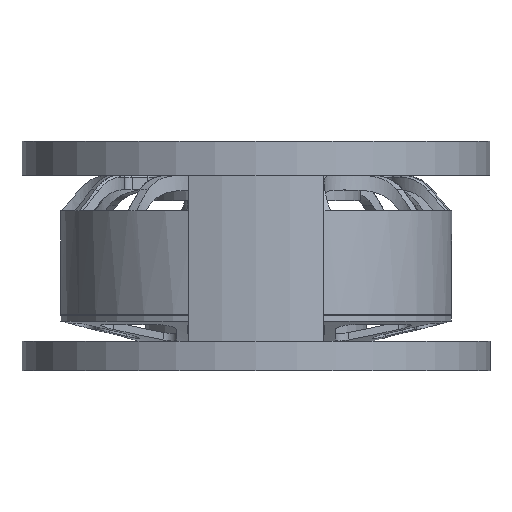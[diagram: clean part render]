
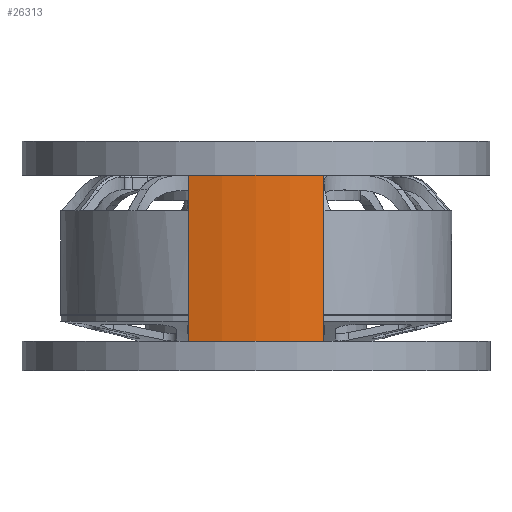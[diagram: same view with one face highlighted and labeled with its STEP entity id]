
A CAD part, left-side view. The second image highlights one B-rep face of the part: STEP entity #26313.
In plain terms, the highlighted cylindrical face has radius 54.95 mm (diameter 109.9 mm), a partial arc.
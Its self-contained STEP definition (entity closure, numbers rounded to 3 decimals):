
#1554=FACE_OUTER_BOUND('',#3134,.T.);
#3134=EDGE_LOOP('',(#17682,#17683,#17684,#17685));
#5682=LINE('',#38596,#7690);
#5687=LINE('',#38617,#7695);
#7690=VECTOR('',#30811,10.);
#7695=VECTOR('',#30836,10.);
#9697=CIRCLE('',#28033,54.95);
#9698=CIRCLE('',#28035,54.95);
#11008=VERTEX_POINT('',#38585);
#11013=VERTEX_POINT('',#38594);
#11018=VERTEX_POINT('',#38612);
#11019=VERTEX_POINT('',#38616);
#13645=EDGE_CURVE('',#11013,#11008,#5682,.T.);
#13654=EDGE_CURVE('',#11013,#11018,#9697,.T.);
#13655=EDGE_CURVE('',#11019,#11018,#5687,.T.);
#13656=EDGE_CURVE('',#11008,#11019,#9698,.T.);
#17682=ORIENTED_EDGE('',*,*,#13654,.T.);
#17683=ORIENTED_EDGE('',*,*,#13655,.F.);
#17684=ORIENTED_EDGE('',*,*,#13656,.F.);
#17685=ORIENTED_EDGE('',*,*,#13645,.F.);
#25620=CYLINDRICAL_SURFACE('',#28034,54.95);
#26313=ADVANCED_FACE('',(#1554),#25620,.T.);
#28033=AXIS2_PLACEMENT_3D('',#38614,#30832,#30833);
#28034=AXIS2_PLACEMENT_3D('',#38615,#30834,#30835);
#28035=AXIS2_PLACEMENT_3D('',#38618,#30837,#30838);
#30811=DIRECTION('',(0.,0.,-1.));
#30832=DIRECTION('center_axis',(0.,0.,-1.));
#30833=DIRECTION('ref_axis',(-1.,0.,0.));
#30834=DIRECTION('center_axis',(0.,0.,-1.));
#30835=DIRECTION('ref_axis',(-1.,0.,0.));
#30836=DIRECTION('',(0.,0.,1.));
#30837=DIRECTION('center_axis',(0.,0.,-1.));
#30838=DIRECTION('ref_axis',(-1.,0.,0.));
#38585=CARTESIAN_POINT('',(-52.584,-15.951,-47.));
#38594=CARTESIAN_POINT('',(-52.584,-15.951,-8.));
#38596=CARTESIAN_POINT('',(-52.584,-15.951,-47.));
#38612=CARTESIAN_POINT('',(-52.584,15.951,-8.));
#38614=CARTESIAN_POINT('Origin',(0.,0.,
-8.));
#38615=CARTESIAN_POINT('Origin',(0.,0.,-27.5));
#38616=CARTESIAN_POINT('',(-52.584,15.951,-47.));
#38617=CARTESIAN_POINT('',(-52.584,15.951,-47.));
#38618=CARTESIAN_POINT('Origin',(0.,0.,
-47.));
